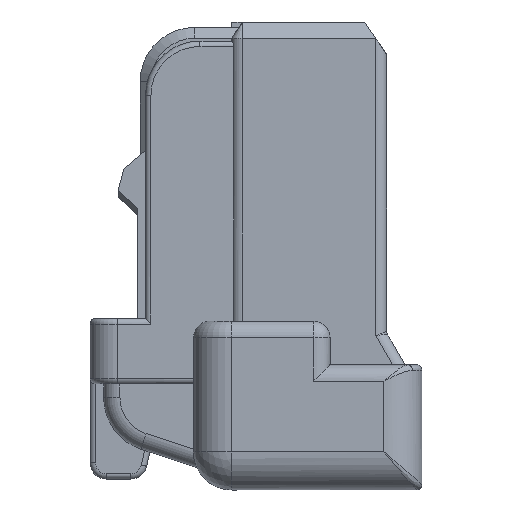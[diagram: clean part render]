
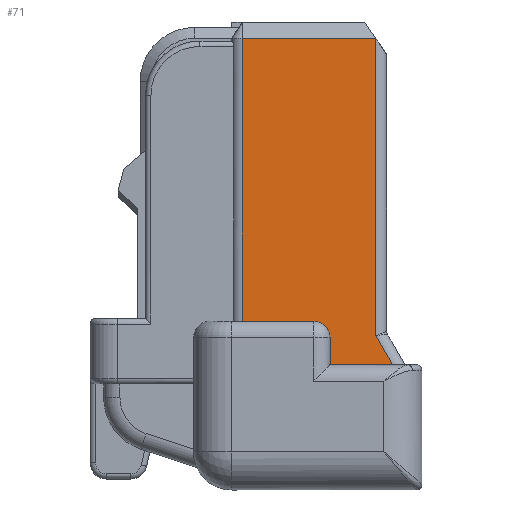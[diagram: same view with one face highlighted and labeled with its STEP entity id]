
A CAD part, left-side view. The second image highlights one B-rep face of the part: STEP entity #71.
In plain terms, the highlighted planar face has unit normal (-1, 0, 0).
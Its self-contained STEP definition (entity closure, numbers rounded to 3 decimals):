
#71=ADVANCED_FACE('',(#715),#716,.F.);
#715=FACE_OUTER_BOUND('',#1960,.T.);
#716=PLANE('',#1961);
#1960=EDGE_LOOP('',(#3706,#3707,#3708,#3709,#3710,#3711,#3712,#3713));
#1961=AXIS2_PLACEMENT_3D('',#3714,#3715,#3716);
#3706=ORIENTED_EDGE('',*,*,#8573,.T.);
#3707=ORIENTED_EDGE('',*,*,#8626,.T.);
#3708=ORIENTED_EDGE('',*,*,#8627,.T.);
#3709=ORIENTED_EDGE('',*,*,#8628,.F.);
#3710=ORIENTED_EDGE('',*,*,#8629,.F.);
#3711=ORIENTED_EDGE('',*,*,#8630,.T.);
#3712=ORIENTED_EDGE('',*,*,#8631,.T.);
#3713=ORIENTED_EDGE('',*,*,#8632,.T.);
#3714=CARTESIAN_POINT('',(-5.875,0.0,0.0));
#3715=DIRECTION('',(1.0,0.0,0.0));
#3716=DIRECTION('',(0.0,1.0,0.0));
#8573=EDGE_CURVE('',#10226,#10224,#10227,.T.);
#8626=EDGE_CURVE('',#10224,#10327,#10328,.T.);
#8627=EDGE_CURVE('',#10327,#10329,#10330,.T.);
#8628=EDGE_CURVE('',#10331,#10329,#10332,.T.);
#8629=EDGE_CURVE('',#10333,#10331,#10334,.T.);
#8630=EDGE_CURVE('',#10333,#10335,#10336,.T.);
#8631=EDGE_CURVE('',#10335,#10337,#10338,.T.);
#8632=EDGE_CURVE('',#10337,#10226,#10339,.T.);
#10224=VERTEX_POINT('',#12885);
#10226=VERTEX_POINT('',#12887);
#10227=LINE('',#12888,#12889);
#10327=VERTEX_POINT('',#13047);
#10328=LINE('',#13048,#13049);
#10329=VERTEX_POINT('',#13050);
#10330=CIRCLE('',#13051,0.3);
#10331=VERTEX_POINT('',#13052);
#10332=LINE('',#13053,#13054);
#10333=VERTEX_POINT('',#13055);
#10334=LINE('',#13056,#13057);
#10335=VERTEX_POINT('',#13058);
#10336=LINE('',#13059,#13060);
#10337=VERTEX_POINT('',#13061);
#10338=LINE('',#13062,#13063);
#10339=LINE('',#13064,#13065);
#12885=CARTESIAN_POINT('',(-5.875,-0.2,-2.48));
#12887=CARTESIAN_POINT('',(-5.875,-0.2,2.72));
#12888=CARTESIAN_POINT('',(-5.875,-0.2,2.72));
#12889=VECTOR('',#16996,1000.0);
#13047=CARTESIAN_POINT('',(-5.875,-1.51,-2.48));
#13048=CARTESIAN_POINT('',(-5.875,-0.2,-2.48));
#13049=VECTOR('',#17058,1000.0);
#13050=CARTESIAN_POINT('',(-5.875,-1.81,-2.78));
#13051=AXIS2_PLACEMENT_3D('',#17059,#17060,#17061);
#13052=CARTESIAN_POINT('',(-5.875,-1.81,-3.28));
#13053=CARTESIAN_POINT('',(-5.875,-1.81,-3.28));
#13054=VECTOR('',#17062,1000.0);
#13055=CARTESIAN_POINT('',(-5.875,-2.959,-3.28));
#13056=CARTESIAN_POINT('',(-5.875,-2.959,-3.28));
#13057=VECTOR('',#17063,1000.0);
#13058=CARTESIAN_POINT('',(-5.875,-2.65,-2.743));
#13059=CARTESIAN_POINT('',(-5.875,-2.959,-3.28));
#13060=VECTOR('',#17064,1000.0);
#13061=CARTESIAN_POINT('',(-5.875,-2.65,2.72));
#13062=CARTESIAN_POINT('',(-5.875,-2.65,-2.743));
#13063=VECTOR('',#17065,1000.0);
#13064=CARTESIAN_POINT('',(-5.875,-2.65,2.72));
#13065=VECTOR('',#17066,1000.0);
#16996=DIRECTION('',(0.0,0.0,-1.0));
#17058=DIRECTION('',(0.0,-1.0,0.0));
#17059=CARTESIAN_POINT('',(-5.875,-1.51,-2.78));
#17060=DIRECTION('',(1.0,0.0,-0.0));
#17061=DIRECTION('',(0.0,0.0,1.0));
#17062=DIRECTION('',(0.0,0.0,1.0));
#17063=DIRECTION('',(0.0,1.0,0.0));
#17064=DIRECTION('',(0.0,0.499,0.867));
#17065=DIRECTION('',(0.0,0.0,1.0));
#17066=DIRECTION('',(0.0,1.0,0.0));
